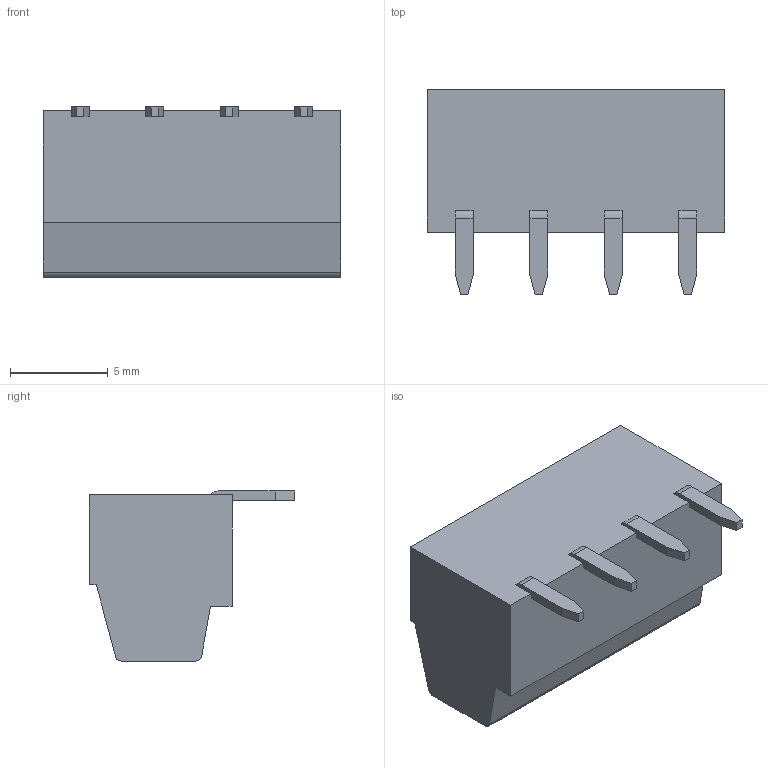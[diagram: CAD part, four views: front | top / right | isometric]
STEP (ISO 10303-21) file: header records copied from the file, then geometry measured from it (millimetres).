
FILE_DESCRIPTION( ( 'STEP AP214' ), '1' );
FILE_NAME( ' ', ' ', ( ' ' ), ( ' ' ), 'PSStep 11.0', 'VISI 17.0', ' ' );
FILE_SCHEMA( ( 'AUTOMOTIVE_DESIGN { 1 0 10303 214 1 1 1 1 }' ) );
Length unit declared in the file: millimetre
Products named in the file (1): 1
Bounding box: 15.24 x 10.5 x 8.7 mm (x, y, z)
Volume: 719.2 mm3; surface area: 912.4 mm2
Topology: 1 solids, 1 shells, 140 faces, 354 edges, 232 vertices
Faces by surface type: plane 110, cylinder 22, cone 4, torus 4
Full cylindrical faces by diameter (mm): 2 x4, 2.1 x4, 2.8 x4, 3 x4
Entity records: 5071 total; most frequent: CARTESIAN_POINT 679, DIRECTION 660, ORIENTED_EDGE 636, EDGE_CURVE 318, LINE 258, VECTOR 258, VERTEX_POINT 220, AXIS2_PLACEMENT_3D 201
